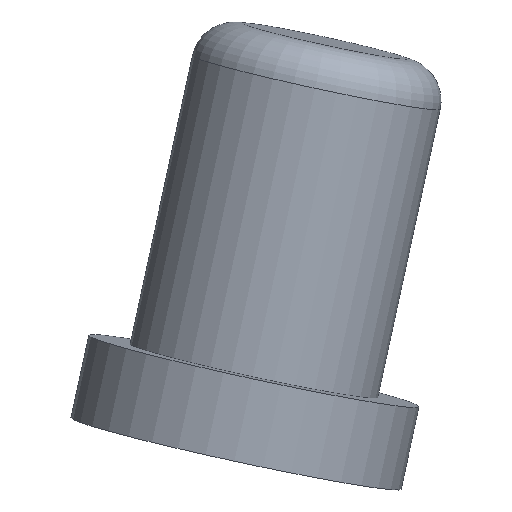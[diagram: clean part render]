
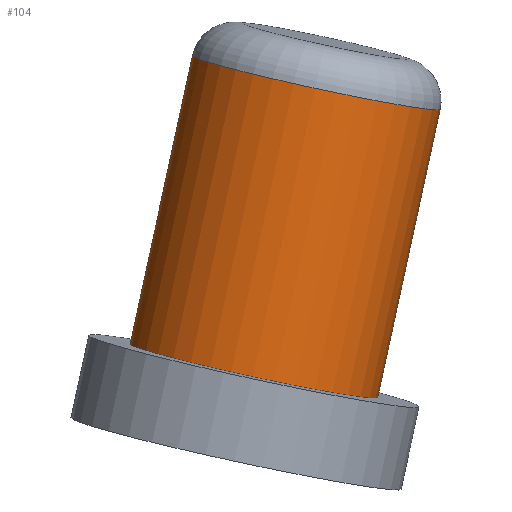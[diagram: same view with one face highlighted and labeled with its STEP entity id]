
A CAD part, left-side view. The second image highlights one B-rep face of the part: STEP entity #104.
In plain terms, the highlighted cylindrical face has radius 3 mm (diameter 6 mm), a full revolution.
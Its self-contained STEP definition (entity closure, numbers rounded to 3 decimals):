
#53=CYLINDRICAL_SURFACE('',#124,3.);
#56=ORIENTED_EDGE('',*,*,#66,.T.);
#57=ORIENTED_EDGE('',*,*,#67,.F.);
#66=EDGE_CURVE('',#71,#71,#76,.F.);
#67=EDGE_CURVE('',#72,#72,#77,.T.);
#71=VERTEX_POINT('',#195);
#72=VERTEX_POINT('',#197);
#76=CIRCLE('',#125,3.);
#77=CIRCLE('',#126,3.);
#81=EDGE_LOOP('',(#56));
#82=EDGE_LOOP('',(#57));
#91=FACE_BOUND('',#81,.T.);
#92=FACE_BOUND('',#82,.T.);
#104=ADVANCED_FACE('',(#91,#92),#53,.T.);
#124=AXIS2_PLACEMENT_3D('',#193,#155,#156);
#125=AXIS2_PLACEMENT_3D('',#194,#157,#158);
#126=AXIS2_PLACEMENT_3D('',#196,#159,#160);
#155=DIRECTION('',(-0.047,-0.211,0.976));
#156=DIRECTION('',(0.,-0.977,-0.211));
#157=DIRECTION('',(-0.047,-0.211,0.976));
#158=DIRECTION('',(0.,-0.977,-0.211));
#159=DIRECTION('',(0.047,0.211,-0.976));
#160=DIRECTION('',(0.,0.977,0.211));
#193=CARTESIAN_POINT('',(48.548,60.135,33.746));
#194=CARTESIAN_POINT('',(48.126,58.234,42.533));
#195=CARTESIAN_POINT('',(48.126,55.302,41.898));
#196=CARTESIAN_POINT('',(48.454,59.712,35.698));
#197=CARTESIAN_POINT('',(48.454,62.644,36.332));
